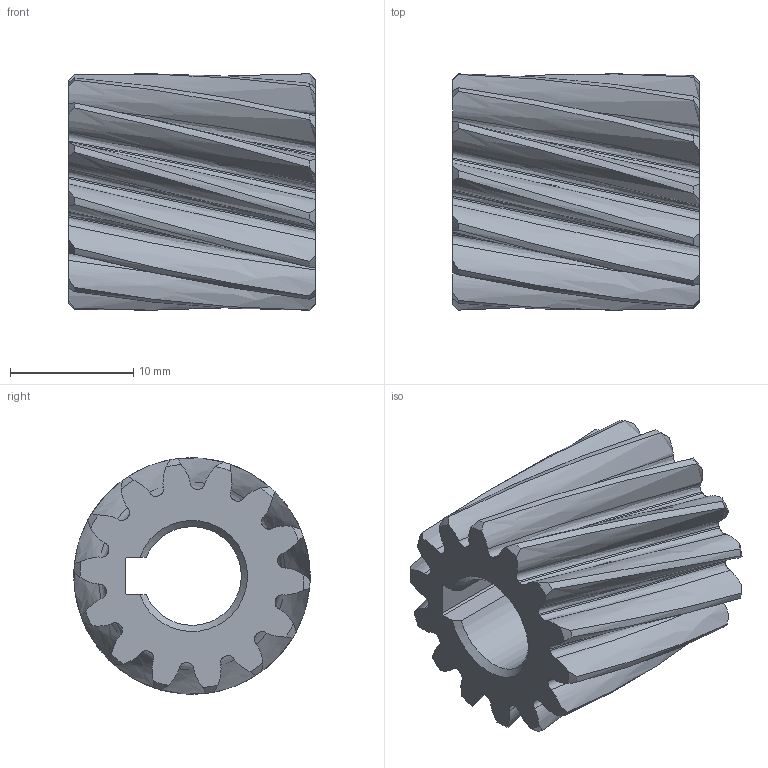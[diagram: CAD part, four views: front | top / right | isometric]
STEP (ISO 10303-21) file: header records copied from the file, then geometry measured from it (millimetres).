
FILE_DESCRIPTION(('STEP AP203'), '1');
FILE_NAME('øåñòåðíÿ 14 êîñîçóá', '2021-11-25T17:58:15', ('User1'), (''), 'ASCON STEP Converter 1.6', 'ASCON Math Kernel', '');
FILE_SCHEMA(('CONFIG_CONTROL_DESIGN'));
Length unit declared in the file: millimetre
Bounding box: 20 x 19.15 x 19.16 mm (x, y, z)
Volume: 3285.9 mm3; surface area: 2831.4 mm2
Topology: 1 solids, 1 shells, 122 faces, 360 edges, 242 vertices
Faces by surface type: bspline 56, cylinder 31, cone 30, plane 5
Entity records: 24478 total; most frequent: CARTESIAN_POINT 20773, ORIENTED_EDGE 720, EDGE_CURVE 360, DIRECTION 330, B_SPLINE_CURVE_WITH_KNOTS 256, VERTEX_POINT 240, AXIS2_PLACEMENT_3D 159, COLOUR_RGB 125
